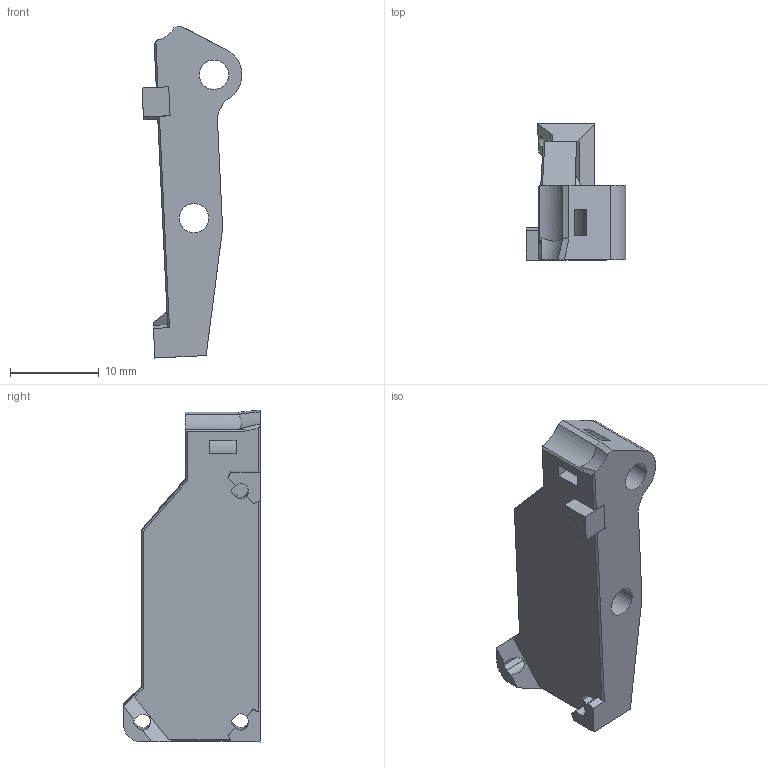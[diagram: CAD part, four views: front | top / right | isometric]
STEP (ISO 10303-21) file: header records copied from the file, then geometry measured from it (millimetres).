
FILE_DESCRIPTION(/* description */ (''),/* implementation_level */ '2;1');
FILE_NAME(/* name */ 'PCB_mount_SB.step',/* time_stamp */ '2023-01-15T20:11:24+01:00',/* author */ (''),/* organization */ (''),/* preprocessor_version */ 'ST-DEVELOPER v19.2',/* originating_system */ 'Autodesk Translation Framework v11.17.0.187',/* authorisation */ '');
FILE_SCHEMA (('AUTOMOTIVE_DESIGN { 1 0 10303 214 3 1 1 }'));
Length unit declared in the file: millimetre
Products named in the file (1): PCB_mount_SB_V1
Bounding box: 11.23 x 15.39 x 37.34 mm (x, y, z)
Volume: 2163.1 mm3; surface area: 1857.4 mm2
Topology: 1 solids, 1 shells, 77 faces, 225 edges, 148 vertices
Faces by surface type: plane 60, cylinder 17
Full cylindrical faces by diameter (mm): 3.3 x2
Entity records: 2604 total; most frequent: CARTESIAN_POINT 476, ORIENTED_EDGE 450, DIRECTION 420, EDGE_CURVE 225, LINE 178, VECTOR 178, VERTEX_POINT 148, AXIS2_PLACEMENT_3D 121
